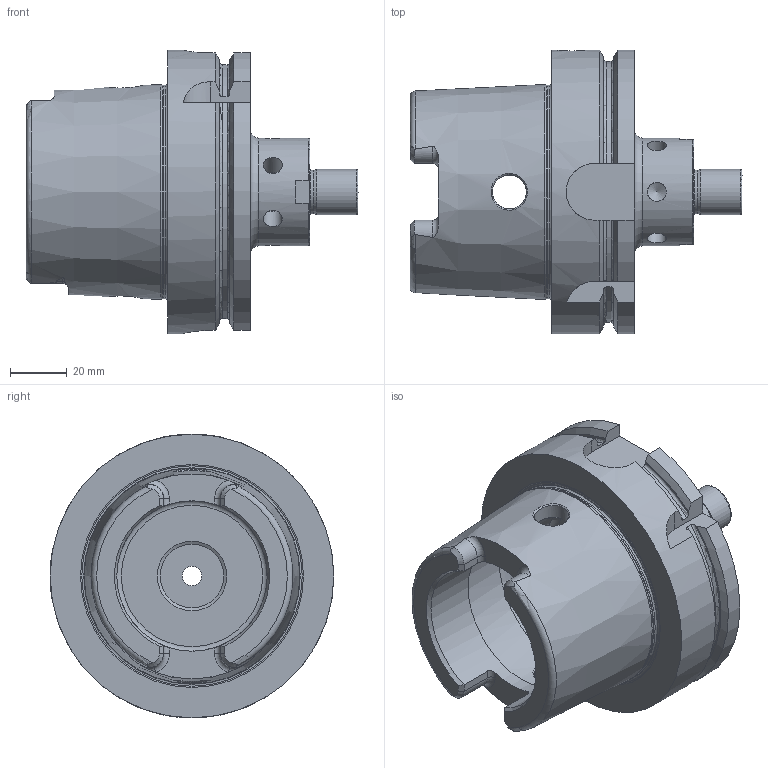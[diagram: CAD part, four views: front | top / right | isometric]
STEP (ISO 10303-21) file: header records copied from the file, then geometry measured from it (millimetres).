
FILE_DESCRIPTION((''),'2;1');
FILE_NAME('610005-21.stp','2014-03-24T12:18:18',('SCHUESSLER'),(''),'Autodesk Inventor 2012','Autodesk Inventor 2012','');
FILE_SCHEMA(('AUTOMOTIVE_DESIGN { 1 0 10303 214 1 1 1 1 }'));
Length unit declared in the file: millimetre
Products named in the file (1): 610005-21
Bounding box: 117 x 100 x 100 mm (x, y, z)
Volume: 276824.3 mm3; surface area: 55871 mm2
Topology: 1 solids, 1 shells, 168 faces, 453 edges, 286 vertices
Faces by surface type: cylinder 51, plane 47, cone 38, torus 26, bspline 6
Full cylindrical faces by diameter (mm): 1.5 x4, 2.459 x2, 6.647 x6, 6.8 x1, 8.4 x1, 10 x1, 12 x2, 15.4 x1, 16 x1, 22.5 x1, 24.5 x1, 38 x1, 53 x2, 63 x1, 75.254 x1, 100 x1
Entity records: 5950 total; most frequent: CARTESIAN_POINT 2279, DIRECTION 737, ORIENTED_EDGE 720, EDGE_CURVE 360, AXIS2_PLACEMENT_3D 316, VERTEX_POINT 255, EDGE_LOOP 235, FACE_OUTER_BOUND 168
